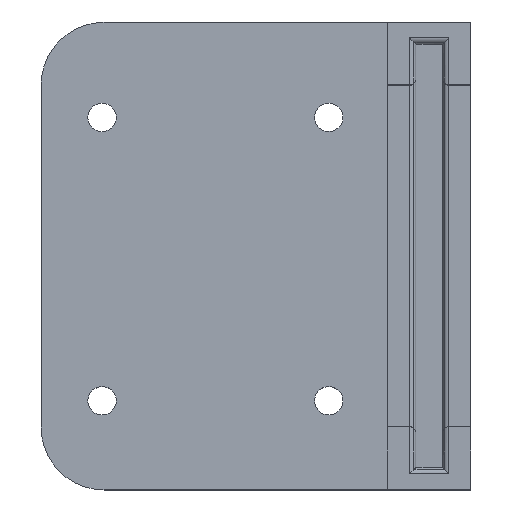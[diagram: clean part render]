
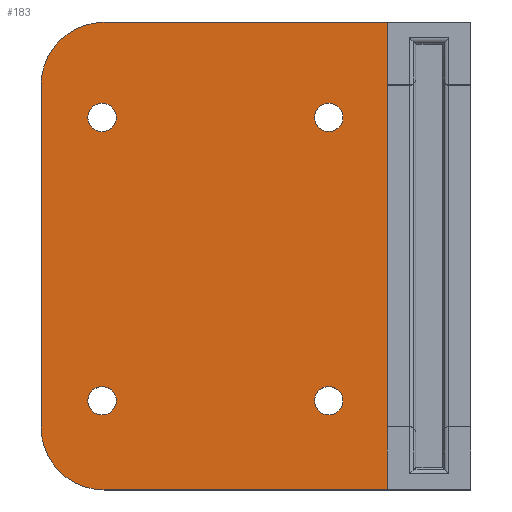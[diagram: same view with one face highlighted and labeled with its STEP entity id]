
A CAD part, top view. The second image highlights one B-rep face of the part: STEP entity #183.
In plain terms, the highlighted planar face has unit normal (0, 0, 1).
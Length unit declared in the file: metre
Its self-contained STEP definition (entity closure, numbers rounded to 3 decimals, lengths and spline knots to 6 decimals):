
#183=ADVANCED_FACE('4:513',(#364,#365,#366,#367,#368),#369,.T.);
#364=FACE_BOUND('',#548,.T.);
#365=FACE_BOUND('',#549,.T.);
#366=FACE_BOUND('',#550,.T.);
#367=FACE_BOUND('',#551,.T.);
#368=FACE_OUTER_BOUND('',#552,.T.);
#369=PLANE('',#553);
#548=EDGE_LOOP('',(#1009,#1010));
#549=EDGE_LOOP('',(#1011,#1012));
#550=EDGE_LOOP('',(#1013,#1014));
#551=EDGE_LOOP('',(#1015,#1016));
#552=EDGE_LOOP('',(#1017,#1018,#1019,#1020,#1021,#1022,#1023,#1024));
#553=AXIS2_PLACEMENT_3D('',#1025,#1026,#1027);
#1009=ORIENTED_EDGE('',*,*,#1154,.T.);
#1010=ORIENTED_EDGE('',*,*,#1156,.T.);
#1011=ORIENTED_EDGE('',*,*,#1149,.T.);
#1012=ORIENTED_EDGE('',*,*,#1159,.T.);
#1013=ORIENTED_EDGE('',*,*,#1144,.T.);
#1014=ORIENTED_EDGE('',*,*,#1162,.T.);
#1015=ORIENTED_EDGE('',*,*,#1139,.T.);
#1016=ORIENTED_EDGE('',*,*,#1165,.T.);
#1017=ORIENTED_EDGE('',*,*,#1077,.F.);
#1018=ORIENTED_EDGE('',*,*,#1256,.F.);
#1019=ORIENTED_EDGE('',*,*,#1257,.F.);
#1020=ORIENTED_EDGE('',*,*,#1082,.F.);
#1021=ORIENTED_EDGE('',*,*,#1243,.F.);
#1022=ORIENTED_EDGE('',*,*,#1247,.T.);
#1023=ORIENTED_EDGE('',*,*,#1218,.F.);
#1024=ORIENTED_EDGE('',*,*,#1258,.F.);
#1025=CARTESIAN_POINT('',(0.210336,0.382272,0.003));
#1026=DIRECTION('',(0.0,0.0,1.0));
#1027=DIRECTION('',(1.0,0.0,0.0));
#1077=EDGE_CURVE('1:3372',#1274,#1270,#1276,.T.);
#1082=EDGE_CURVE('1:3315',#1283,#1279,#1285,.T.);
#1139=EDGE_CURVE('7:1021',#1368,#1372,#1374,.T.);
#1144=EDGE_CURVE('7:2151',#1377,#1381,#1383,.T.);
#1149=EDGE_CURVE('7:3281',#1386,#1390,#1392,.T.);
#1154=EDGE_CURVE('7:4411',#1395,#1399,#1401,.T.);
#1156=EDGE_CURVE('',#1399,#1395,#1403,.T.);
#1159=EDGE_CURVE('',#1390,#1386,#1406,.T.);
#1162=EDGE_CURVE('',#1381,#1377,#1409,.T.);
#1165=EDGE_CURVE('',#1372,#1368,#1412,.T.);
#1218=EDGE_CURVE('0:15840',#1484,#1487,#1488,.T.);
#1243=EDGE_CURVE('0:16011',#1517,#1283,#1519,.T.);
#1247=EDGE_CURVE('3:16751',#1517,#1487,#1524,.F.);
#1256=EDGE_CURVE('0:16023',#1533,#1274,#1534,.T.);
#1257=EDGE_CURVE('',#1279,#1533,#1535,.T.);
#1258=EDGE_CURVE('',#1270,#1484,#1536,.T.);
#1270=VERTEX_POINT('',#1549);
#1274=VERTEX_POINT('',#1554);
#1276=CIRCLE('',#1557,0.01);
#1279=VERTEX_POINT('',#1560);
#1283=VERTEX_POINT('',#1565);
#1285=CIRCLE('',#1568,0.01);
#1368=VERTEX_POINT('',#1675);
#1372=VERTEX_POINT('',#1680);
#1374=CIRCLE('',#1683,0.00225);
#1377=VERTEX_POINT('',#1686);
#1381=VERTEX_POINT('',#1691);
#1383=CIRCLE('',#1694,0.00225);
#1386=VERTEX_POINT('',#1697);
#1390=VERTEX_POINT('',#1702);
#1392=CIRCLE('',#1705,0.00225);
#1395=VERTEX_POINT('',#1708);
#1399=VERTEX_POINT('',#1713);
#1401=CIRCLE('',#1716,0.00225);
#1403=CIRCLE('',#1718,0.00225);
#1406=CIRCLE('',#1721,0.00225);
#1409=CIRCLE('',#1724,0.00225);
#1412=CIRCLE('',#1727,0.00225);
#1484=VERTEX_POINT('',#1828);
#1487=VERTEX_POINT('',#1832);
#1488=LINE('',#1833,#1834);
#1517=VERTEX_POINT('',#1877);
#1519=LINE('',#1880,#1881);
#1524=LINE('',#1888,#1889);
#1533=VERTEX_POINT('',#1899);
#1534=LINE('',#1900,#1901);
#1535=CIRCLE('',#1902,0.01);
#1536=CIRCLE('',#1903,0.01);
#1549=CARTESIAN_POINT('',(0.155765,0.356816,0.003));
#1554=CARTESIAN_POINT('',(0.152836,0.349745,0.003));
#1557=AXIS2_PLACEMENT_3D('',#1921,#1922,#1923);
#1560=CARTESIAN_POINT('',(0.155765,0.288424,0.003));
#1565=CARTESIAN_POINT('',(0.162836,0.285495,0.003));
#1568=AXIS2_PLACEMENT_3D('',#1929,#1930,#1931);
#1675=CARTESIAN_POINT('',(0.196266,0.299655,0.003));
#1680=CARTESIAN_POINT('',(0.200766,0.299655,0.003));
#1683=AXIS2_PLACEMENT_3D('',#2009,#2010,#2011);
#1686=CARTESIAN_POINT('',(0.160266,0.299655,0.003));
#1691=CARTESIAN_POINT('',(0.164766,0.299655,0.003));
#1694=AXIS2_PLACEMENT_3D('',#2017,#2018,#2019);
#1697=CARTESIAN_POINT('',(0.160266,0.344655,0.003));
#1702=CARTESIAN_POINT('',(0.164766,0.344655,0.003));
#1705=AXIS2_PLACEMENT_3D('',#2025,#2026,#2027);
#1708=CARTESIAN_POINT('',(0.196266,0.344655,0.003));
#1713=CARTESIAN_POINT('',(0.200766,0.344655,0.003));
#1716=AXIS2_PLACEMENT_3D('',#2033,#2034,#2035);
#1718=AXIS2_PLACEMENT_3D('',#2036,#2037,#2038);
#1721=AXIS2_PLACEMENT_3D('',#2042,#2043,#2044);
#1724=AXIS2_PLACEMENT_3D('',#2048,#2049,#2050);
#1727=AXIS2_PLACEMENT_3D('',#2054,#2055,#2056);
#1828=CARTESIAN_POINT('',(0.162836,0.359745,0.003));
#1832=CARTESIAN_POINT('',(0.207836,0.359745,0.003));
#1833=CARTESIAN_POINT('',(0.212732,0.359745,0.003));
#1834=VECTOR('',#2108,1.0);
#1877=CARTESIAN_POINT('',(0.207836,0.285495,0.003));
#1880=CARTESIAN_POINT('',(0.07,0.285495,0.003));
#1881=VECTOR('',#2130,1.0);
#1888=CARTESIAN_POINT('',(0.207836,0.429381,0.003));
#1889=VECTOR('',#2133,1.0);
#1899=CARTESIAN_POINT('',(0.152836,0.295495,0.003));
#1900=CARTESIAN_POINT('',(0.152836,0.383522,0.003));
#1901=VECTOR('',#2135,1.0);
#1902=AXIS2_PLACEMENT_3D('',#2136,#2137,#2138);
#1903=AXIS2_PLACEMENT_3D('',#2139,#2140,#2141);
#1921=CARTESIAN_POINT('',(0.162836,0.349745,0.003));
#1922=DIRECTION('',(-0.0,0.0,-1.0));
#1923=DIRECTION('',(-0.707,0.707,0.0));
#1929=CARTESIAN_POINT('',(0.162836,0.295495,0.003));
#1930=DIRECTION('',(-0.0,0.0,-1.0));
#1931=DIRECTION('',(-0.707,-0.707,0.0));
#2009=CARTESIAN_POINT('',(0.198516,0.299655,0.003));
#2010=DIRECTION('',(-0.0,0.0,-1.0));
#2011=DIRECTION('',(-1.0,0.0,0.0));
#2017=CARTESIAN_POINT('',(0.162516,0.299655,0.003));
#2018=DIRECTION('',(-0.0,0.0,-1.0));
#2019=DIRECTION('',(-1.0,0.0,0.0));
#2025=CARTESIAN_POINT('',(0.162516,0.344655,0.003));
#2026=DIRECTION('',(-0.0,0.0,-1.0));
#2027=DIRECTION('',(-1.0,0.0,0.0));
#2033=CARTESIAN_POINT('',(0.198516,0.344655,0.003));
#2034=DIRECTION('',(-0.0,0.0,-1.0));
#2035=DIRECTION('',(-1.0,0.0,0.0));
#2036=CARTESIAN_POINT('',(0.198516,0.344655,0.003));
#2037=DIRECTION('',(-0.0,0.0,-1.0));
#2038=DIRECTION('',(-1.0,0.0,0.0));
#2042=CARTESIAN_POINT('',(0.162516,0.344655,0.003));
#2043=DIRECTION('',(-0.0,0.0,-1.0));
#2044=DIRECTION('',(-1.0,0.0,0.0));
#2048=CARTESIAN_POINT('',(0.162516,0.299655,0.003));
#2049=DIRECTION('',(-0.0,0.0,-1.0));
#2050=DIRECTION('',(-1.0,0.0,0.0));
#2054=CARTESIAN_POINT('',(0.198516,0.299655,0.003));
#2055=DIRECTION('',(-0.0,0.0,-1.0));
#2056=DIRECTION('',(-1.0,0.0,0.0));
#2108=DIRECTION('',(1.0,0.0,0.0));
#2130=DIRECTION('',(-1.0,-0.0,-0.0));
#2133=DIRECTION('',(0.0,-1.0,0.0));
#2135=DIRECTION('',(0.,1.0,0.0));
#2136=CARTESIAN_POINT('',(0.162836,0.295495,0.003));
#2137=DIRECTION('',(-0.0,0.0,-1.0));
#2138=DIRECTION('',(-0.707,-0.707,0.0));
#2139=CARTESIAN_POINT('',(0.162836,0.349745,0.003));
#2140=DIRECTION('',(-0.0,0.0,-1.0));
#2141=DIRECTION('',(-0.707,0.707,0.0));
